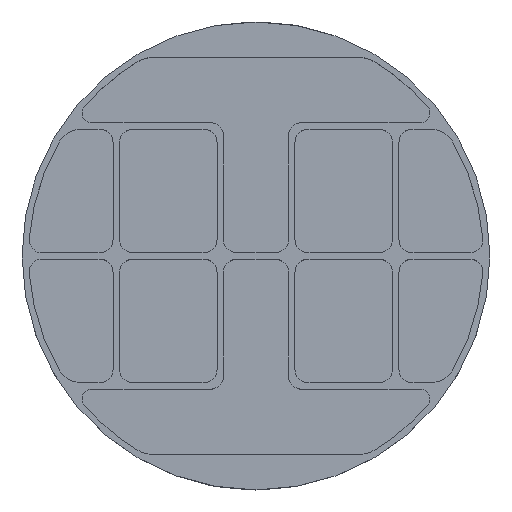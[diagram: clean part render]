
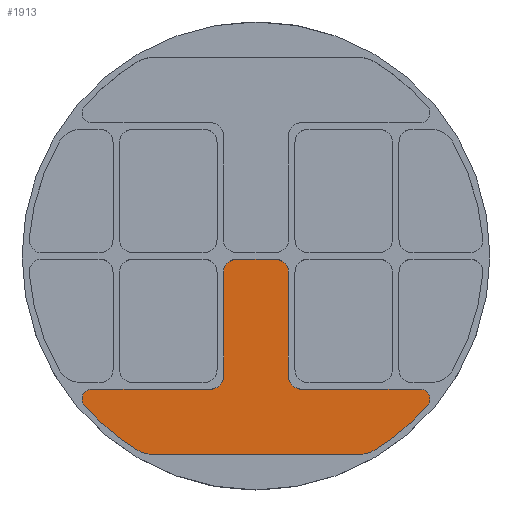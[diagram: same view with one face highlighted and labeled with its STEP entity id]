
A CAD part, top view. The second image highlights one B-rep face of the part: STEP entity #1913.
In plain terms, the highlighted planar face has unit normal (0, 0, 1).
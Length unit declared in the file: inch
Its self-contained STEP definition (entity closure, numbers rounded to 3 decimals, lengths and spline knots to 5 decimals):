
#8 = EDGE_CURVE ( 'NONE', #1204, #1225, #3136, .T. ) ;
#71 = CIRCLE ( 'NONE', #2456, 0.25 ) ;
#79 = CIRCLE ( 'NONE', #2453, 0.25 ) ;
#80 = VECTOR ( 'NONE', #3758, 39.37008 ) ;
#81 = LINE ( 'NONE', #3759, #80 ) ;
#83 = CIRCLE ( 'NONE', #2450, 0.1875 ) ;
#84 = VECTOR ( 'NONE', #3769, 39.37008 ) ;
#85 = CIRCLE ( 'NONE', #2451, 4.375 ) ;
#86 = LINE ( 'NONE', #3770, #84 ) ;
#90 = CIRCLE ( 'NONE', #2445, 0.25 ) ;
#122 = CIRCLE ( 'NONE', #2433, 0.25 ) ;
#126 = VECTOR ( 'NONE', #1074, 39.37008 ) ;
#128 = LINE ( 'NONE', #1073, #126 ) ;
#136 = CIRCLE ( 'NONE', #2434, 0.5 ) ;
#278 = EDGE_LOOP ( 'NONE', ( #2933, #2936, #2935, #2898, #2913, #2916, #2931, #2923, #2915, #2979, #2975, #2976, #2977, #2972, #2973, #2970, #2971 ) ) ;
#930 = CARTESIAN_POINT ( 'NONE',  ( -0.8125, -0.0625, 0.3875 ) ) ;
#932 = DIRECTION ( 'NONE',  ( 1., 0., 0. ) ) ;
#933 = CARTESIAN_POINT ( 'NONE',  ( 3.15795, -2.75, 0.3875 ) ) ;
#934 = DIRECTION ( 'NONE',  ( 0., 0., 1. ) ) ;
#935 = DIRECTION ( 'NONE',  ( -1., 0., 0. ) ) ;
#936 = CARTESIAN_POINT ( 'NONE',  ( 0., -3.8125, 0.3875 ) ) ;
#937 = DIRECTION ( 'NONE',  ( 1., 0., 0. ) ) ;
#944 = CARTESIAN_POINT ( 'NONE',  ( 2.01071, -3.3125, 0.3875 ) ) ;
#946 = DIRECTION ( 'NONE',  ( 0., 0., 1. ) ) ;
#947 = DIRECTION ( 'NONE',  ( -1., 0., 0. ) ) ;
#951 = CARTESIAN_POINT ( 'NONE',  ( 0., 0., 0.3875 ) ) ;
#953 = DIRECTION ( 'NONE',  ( 0., 0., 1. ) ) ;
#954 = DIRECTION ( 'NONE',  ( 1., 0., 0. ) ) ;
#958 = CARTESIAN_POINT ( 'NONE',  ( -0.625, 2.5625, 0.3875 ) ) ;
#959 = DIRECTION ( 'NONE',  ( 0., -1., 0. ) ) ;
#960 = CARTESIAN_POINT ( 'NONE',  ( -2.01071, -3.3125, 0.3875 ) ) ;
#1003 = DIRECTION ( 'NONE',  ( 0., 0., 1. ) ) ;
#1004 = DIRECTION ( 'NONE',  ( -1., 0., 0. ) ) ;
#1062 = CARTESIAN_POINT ( 'NONE',  ( 0.875, -2.3125, 0.3875 ) ) ;
#1064 = DIRECTION ( 'NONE',  ( 0., 0., -1. ) ) ;
#1065 = DIRECTION ( 'NONE',  ( -1., 0., 0. ) ) ;
#1073 = CARTESIAN_POINT ( 'NONE',  ( 3.54601, -2.5625, 0.3875 ) ) ;
#1074 = DIRECTION ( 'NONE',  ( -1., 0., 0. ) ) ;
#1167 = VERTEX_POINT ( 'NONE', #1398 ) ;
#1168 = VERTEX_POINT ( 'NONE', #1399 ) ;
#1185 = VERTEX_POINT ( 'NONE', #1414 ) ;
#1186 = VERTEX_POINT ( 'NONE', #1415 ) ;
#1204 = VERTEX_POINT ( 'NONE', #1432 ) ;
#1212 = VERTEX_POINT ( 'NONE', #1439 ) ;
#1213 = VERTEX_POINT ( 'NONE', #1440 ) ;
#1216 = VERTEX_POINT ( 'NONE', #1443 ) ;
#1217 = VERTEX_POINT ( 'NONE', #1444 ) ;
#1219 = VERTEX_POINT ( 'NONE', #1446 ) ;
#1225 = VERTEX_POINT ( 'NONE', #1452 ) ;
#1226 = VERTEX_POINT ( 'NONE', #1453 ) ;
#1229 = VERTEX_POINT ( 'NONE', #1456 ) ;
#1236 = VERTEX_POINT ( 'NONE', #1463 ) ;
#1246 = VERTEX_POINT ( 'NONE', #1473 ) ;
#1247 = VERTEX_POINT ( 'NONE', #1474 ) ;
#1249 = VERTEX_POINT ( 'NONE', #1476 ) ;
#1389 = CARTESIAN_POINT ( 'NONE',  ( 3.15795, -2.75, 0.3875 ) ) ;
#1390 = DIRECTION ( 'NONE',  ( 0., 0., 1. ) ) ;
#1391 = DIRECTION ( 'NONE',  ( -1., 0., 0. ) ) ;
#1398 = CARTESIAN_POINT ( 'NONE',  ( -0.625, -2.3125, 0.3875 ) ) ;
#1399 = CARTESIAN_POINT ( 'NONE',  ( 0.625, -0.3125, 0.3875 ) ) ;
#1414 = CARTESIAN_POINT ( 'NONE',  ( 2.01071, -3.8125, 0.3875 ) ) ;
#1415 = CARTESIAN_POINT ( 'NONE',  ( -3.15795, -2.5625, 0.3875 ) ) ;
#1432 = CARTESIAN_POINT ( 'NONE',  ( 3.34545, -2.75, 0.3875 ) ) ;
#1439 = CARTESIAN_POINT ( 'NONE',  ( 0.375, -0.0625, 0.3875 ) ) ;
#1440 = CARTESIAN_POINT ( 'NONE',  ( -0.375, -0.0625, 0.3875 ) ) ;
#1443 = CARTESIAN_POINT ( 'NONE',  ( -0.875, -2.5625, 0.3875 ) ) ;
#1444 = CARTESIAN_POINT ( 'NONE',  ( -3.29935, -2.87313, 0.3875 ) ) ;
#1446 = CARTESIAN_POINT ( 'NONE',  ( -2.27016, -3.73992, 0.3875 ) ) ;
#1452 = CARTESIAN_POINT ( 'NONE',  ( 3.15795, -2.5625, 0.3875 ) ) ;
#1453 = CARTESIAN_POINT ( 'NONE',  ( -2.01071, -3.8125, 0.3875 ) ) ;
#1456 = CARTESIAN_POINT ( 'NONE',  ( 2.27016, -3.73992, 0.3875 ) ) ;
#1463 = CARTESIAN_POINT ( 'NONE',  ( 3.29935, -2.87313, 0.3875 ) ) ;
#1473 = CARTESIAN_POINT ( 'NONE',  ( 0.875, -2.5625, 0.3875 ) ) ;
#1474 = CARTESIAN_POINT ( 'NONE',  ( -0.625, -0.3125, 0.3875 ) ) ;
#1476 = CARTESIAN_POINT ( 'NONE',  ( 0.625, -2.3125, 0.3875 ) ) ;
#1791 = CARTESIAN_POINT ( 'NONE',  ( 0., 0., 0.3875 ) ) ;
#1792 = PLANE ( 'NONE',  #2364 ) ;
#1794 = DIRECTION ( 'NONE',  ( 0., 0., -1. ) ) ;
#1795 = DIRECTION ( 'NONE',  ( -1., 0., 0. ) ) ;
#1913 = ADVANCED_FACE ( 'NONE', ( #3228 ), #1792, .F. ) ;
#1988 = EDGE_CURVE ( 'NONE', #1213, #1212, #3366, .T. ) ;
#1989 = EDGE_CURVE ( 'NONE', #1236, #1204, #3369, .T. ) ;
#1990 = EDGE_CURVE ( 'NONE', #1226, #1185, #3362, .T. ) ;
#1993 = EDGE_CURVE ( 'NONE', #1185, #1229, #3378, .T. ) ;
#1995 = EDGE_CURVE ( 'NONE', #1229, #1236, #3382, .T. ) ;
#1997 = EDGE_CURVE ( 'NONE', #1247, #1167, #3381, .T. ) ;
#2000 = EDGE_CURVE ( 'NONE', #1219, #1226, #136, .T. ) ;
#2008 = EDGE_CURVE ( 'NONE', #1246, #1249, #122, .T. ) ;
#2011 = EDGE_CURVE ( 'NONE', #1225, #1246, #128, .T. ) ;
#2032 = EDGE_CURVE ( 'NONE', #1167, #1216, #90, .T. ) ;
#2037 = EDGE_CURVE ( 'NONE', #1217, #1219, #85, .T. ) ;
#2038 = EDGE_CURVE ( 'NONE', #1186, #1217, #83, .T. ) ;
#2040 = EDGE_CURVE ( 'NONE', #1216, #1186, #86, .T. ) ;
#2042 = EDGE_CURVE ( 'NONE', #1213, #1247, #79, .T. ) ;
#2044 = EDGE_CURVE ( 'NONE', #1249, #1168, #81, .T. ) ;
#2046 = EDGE_CURVE ( 'NONE', #1168, #1212, #71, .T. ) ;
#2305 = AXIS2_PLACEMENT_3D ( 'NONE', #1389, #1390, #1391 ) ;
#2312 = AXIS2_PLACEMENT_3D ( 'NONE', #933, #934, #935 ) ;
#2314 = AXIS2_PLACEMENT_3D ( 'NONE', #944, #946, #947 ) ;
#2364 = AXIS2_PLACEMENT_3D ( 'NONE', #1791, #1794, #1795 ) ;
#2432 = AXIS2_PLACEMENT_3D ( 'NONE', #951, #953, #954 ) ;
#2433 = AXIS2_PLACEMENT_3D ( 'NONE', #1062, #1064, #1065 ) ;
#2434 = AXIS2_PLACEMENT_3D ( 'NONE', #960, #1003, #1004 ) ;
#2445 = AXIS2_PLACEMENT_3D ( 'NONE', #3822, #3792, #3791 ) ;
#2450 = AXIS2_PLACEMENT_3D ( 'NONE', #3784, #3775, #3774 ) ;
#2451 = AXIS2_PLACEMENT_3D ( 'NONE', #3788, #3778, #3777 ) ;
#2453 = AXIS2_PLACEMENT_3D ( 'NONE', #3773, #3764, #3763 ) ;
#2456 = AXIS2_PLACEMENT_3D ( 'NONE', #3762, #3753, #3752 ) ;
#2898 = ORIENTED_EDGE ( 'NONE', *, *, #2042, .T. ) ;
#2913 = ORIENTED_EDGE ( 'NONE', *, *, #1997, .T. ) ;
#2915 = ORIENTED_EDGE ( 'NONE', *, *, #2037, .T. ) ;
#2916 = ORIENTED_EDGE ( 'NONE', *, *, #2032, .T. ) ;
#2923 = ORIENTED_EDGE ( 'NONE', *, *, #2038, .T. ) ;
#2931 = ORIENTED_EDGE ( 'NONE', *, *, #2040, .T. ) ;
#2933 = ORIENTED_EDGE ( 'NONE', *, *, #2044, .T. ) ;
#2935 = ORIENTED_EDGE ( 'NONE', *, *, #1988, .F. ) ;
#2936 = ORIENTED_EDGE ( 'NONE', *, *, #2046, .T. ) ;
#2970 = ORIENTED_EDGE ( 'NONE', *, *, #2011, .T. ) ;
#2971 = ORIENTED_EDGE ( 'NONE', *, *, #2008, .T. ) ;
#2972 = ORIENTED_EDGE ( 'NONE', *, *, #1989, .T. ) ;
#2973 = ORIENTED_EDGE ( 'NONE', *, *, #8, .T. ) ;
#2975 = ORIENTED_EDGE ( 'NONE', *, *, #1990, .T. ) ;
#2976 = ORIENTED_EDGE ( 'NONE', *, *, #1993, .T. ) ;
#2977 = ORIENTED_EDGE ( 'NONE', *, *, #1995, .T. ) ;
#2979 = ORIENTED_EDGE ( 'NONE', *, *, #2000, .T. ) ;
#3136 = CIRCLE ( 'NONE', #2305, 0.1875 ) ;
#3228 = FACE_OUTER_BOUND ( 'NONE', #278, .T. ) ;
#3362 = LINE ( 'NONE', #936, #3365 ) ;
#3364 = VECTOR ( 'NONE', #932, 39.37008 ) ;
#3365 = VECTOR ( 'NONE', #937, 39.37008 ) ;
#3366 = LINE ( 'NONE', #930, #3364 ) ;
#3369 = CIRCLE ( 'NONE', #2312, 0.1875 ) ;
#3378 = CIRCLE ( 'NONE', #2314, 0.5 ) ;
#3381 = LINE ( 'NONE', #958, #3384 ) ;
#3382 = CIRCLE ( 'NONE', #2432, 4.375 ) ;
#3384 = VECTOR ( 'NONE', #959, 39.37008 ) ;
#3752 = DIRECTION ( 'NONE',  ( -1., 0., 0. ) ) ;
#3753 = DIRECTION ( 'NONE',  ( 0., 0., 1. ) ) ;
#3758 = DIRECTION ( 'NONE',  ( 0., 1., 0. ) ) ;
#3759 = CARTESIAN_POINT ( 'NONE',  ( 0.625, 2.5625, 0.3875 ) ) ;
#3762 = CARTESIAN_POINT ( 'NONE',  ( 0.375, -0.3125, 0.3875 ) ) ;
#3763 = DIRECTION ( 'NONE',  ( -1., 0., 0. ) ) ;
#3764 = DIRECTION ( 'NONE',  ( 0., 0., 1. ) ) ;
#3769 = DIRECTION ( 'NONE',  ( -1., 0., 0. ) ) ;
#3770 = CARTESIAN_POINT ( 'NONE',  ( 3.54601, -2.5625, 0.3875 ) ) ;
#3773 = CARTESIAN_POINT ( 'NONE',  ( -0.375, -0.3125, 0.3875 ) ) ;
#3774 = DIRECTION ( 'NONE',  ( -1., 0., 0. ) ) ;
#3775 = DIRECTION ( 'NONE',  ( 0., 0., 1. ) ) ;
#3777 = DIRECTION ( 'NONE',  ( 1., 0., 0. ) ) ;
#3778 = DIRECTION ( 'NONE',  ( 0., 0., 1. ) ) ;
#3784 = CARTESIAN_POINT ( 'NONE',  ( -3.15795, -2.75, 0.3875 ) ) ;
#3788 = CARTESIAN_POINT ( 'NONE',  ( 0., 0., 0.3875 ) ) ;
#3791 = DIRECTION ( 'NONE',  ( -1., 0., 0. ) ) ;
#3792 = DIRECTION ( 'NONE',  ( 0., 0., -1. ) ) ;
#3822 = CARTESIAN_POINT ( 'NONE',  ( -0.875, -2.3125, 0.3875 ) ) ;
